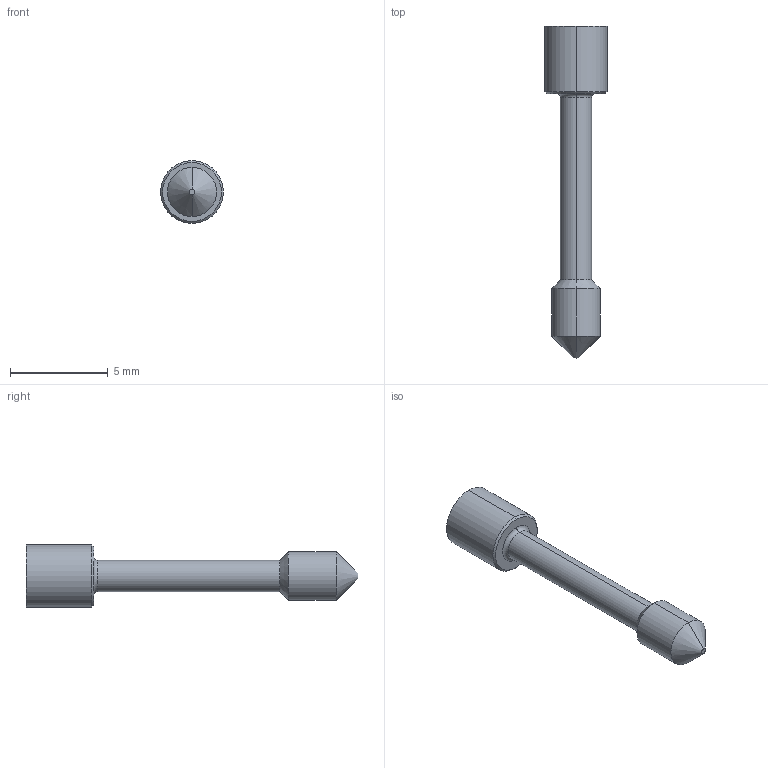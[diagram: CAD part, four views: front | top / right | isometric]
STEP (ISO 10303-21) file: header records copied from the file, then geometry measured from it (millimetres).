
FILE_DESCRIPTION (( 'STEP AP214' ), '1' );
FILE_NAME ('IA3217SF.STEP', '2013-06-28T08:46:30', ( '' ), ( '' ), 'SwSTEP 2.0', 'SolidWorks 2011', '' );
FILE_SCHEMA (( 'AUTOMOTIVE_DESIGN' ));
Length unit declared in the file: millimetre
Products named in the file (2): IA 3217SF; IA3217SF
Assembly tree (1 placements, depth 2):
  IA3217SF
    IA 3217SF
Bounding box: 3.2 x 16.95 x 3.2 mm (x, y, z)
Volume: 61.9 mm3; surface area: 129.3 mm2
Topology: 1 solids, 1 shells, 26 faces, 56 edges, 34 vertices
Faces by surface type: plane 10, cylinder 8, cone 6, torus 2
Entity records: 792 total; most frequent: DIRECTION 140, CARTESIAN_POINT 120, ORIENTED_EDGE 112, EDGE_CURVE 56, AXIS2_PLACEMENT_3D 54, VERTEX_POINT 34, VECTOR 32, LINE 32
